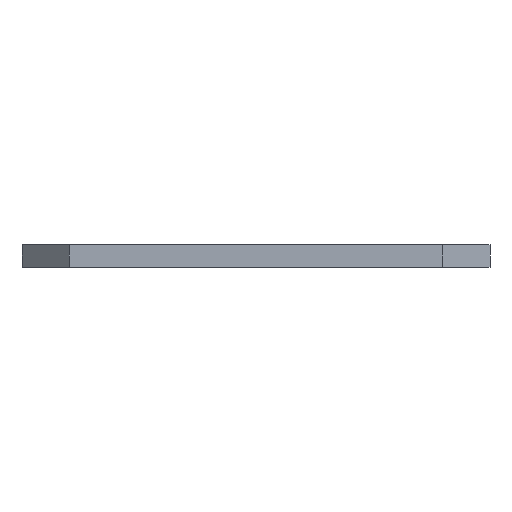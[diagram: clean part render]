
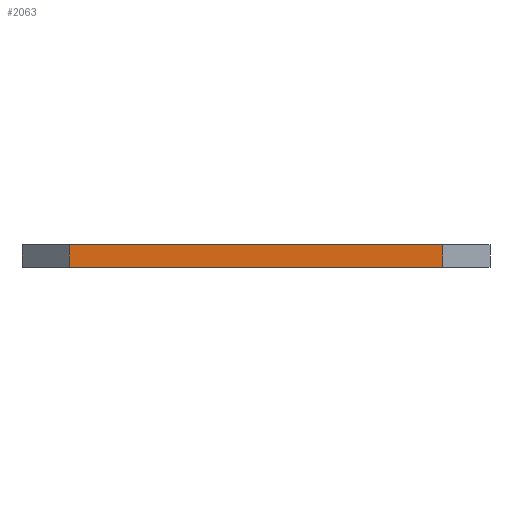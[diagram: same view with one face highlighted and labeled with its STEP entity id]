
A CAD part, front view. The second image highlights one B-rep face of the part: STEP entity #2063.
In plain terms, the highlighted planar face has unit normal (0, -1, 0).
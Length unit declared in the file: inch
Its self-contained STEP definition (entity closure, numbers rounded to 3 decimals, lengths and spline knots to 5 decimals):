
#158 = DIRECTION ( 'NONE',  ( -1., 0., 0. ) ) ;
#221 = DIRECTION ( 'NONE',  ( 0., 0., 1. ) ) ;
#260 = CARTESIAN_POINT ( 'NONE',  ( 0.99, -1., 0.05906 ) ) ;
#646 = LINE ( 'NONE', #2303, #3013 ) ;
#673 = ORIENTED_EDGE ( 'NONE', *, *, #3579, .T. ) ;
#745 = DIRECTION ( 'NONE',  ( 1., 0., 0. ) ) ;
#775 = VERTEX_POINT ( 'NONE', #2269 ) ;
#839 = VECTOR ( 'NONE', #1305, 39.37008 ) ;
#900 = CARTESIAN_POINT ( 'NONE',  ( -0.99, -1., -0.05906 ) ) ;
#974 = EDGE_CURVE ( 'NONE', #775, #1476, #2687, .T. ) ;
#1017 = EDGE_LOOP ( 'NONE', ( #3716, #3967, #2749, #673 ) ) ;
#1028 = CARTESIAN_POINT ( 'NONE',  ( -0.99, -1., 0.05906 ) ) ;
#1305 = DIRECTION ( 'NONE',  ( 1., 0., 0. ) ) ;
#1373 = EDGE_CURVE ( 'NONE', #4579, #2949, #1792, .T. ) ;
#1476 = VERTEX_POINT ( 'NONE', #3525 ) ;
#1490 = CARTESIAN_POINT ( 'NONE',  ( 0., -1., 0.05906 ) ) ;
#1792 = LINE ( 'NONE', #1490, #3881 ) ;
#1919 = FACE_OUTER_BOUND ( 'NONE', #1017, .T. ) ;
#1963 = DIRECTION ( 'NONE',  ( 0., 0., -1. ) ) ;
#2061 = LINE ( 'NONE', #900, #3929 ) ;
#2063 = ADVANCED_FACE ( 'NONE', ( #1919 ), #2920, .F. ) ;
#2269 = CARTESIAN_POINT ( 'NONE',  ( -0.99, -1., -0.05906 ) ) ;
#2303 = CARTESIAN_POINT ( 'NONE',  ( 0.99, -1., 0.05906 ) ) ;
#2407 = AXIS2_PLACEMENT_3D ( 'NONE', #3014, #4322, #158 ) ;
#2489 = EDGE_CURVE ( 'NONE', #1476, #2949, #646, .T. ) ;
#2687 = LINE ( 'NONE', #4092, #839 ) ;
#2749 = ORIENTED_EDGE ( 'NONE', *, *, #1373, .F. ) ;
#2920 = PLANE ( 'NONE',  #2407 ) ;
#2949 = VERTEX_POINT ( 'NONE', #260 ) ;
#3013 = VECTOR ( 'NONE', #221, 39.37008 ) ;
#3014 = CARTESIAN_POINT ( 'NONE',  ( 0., -1., 0.05906 ) ) ;
#3525 = CARTESIAN_POINT ( 'NONE',  ( 0.99, -1., -0.05906 ) ) ;
#3579 = EDGE_CURVE ( 'NONE', #4579, #775, #2061, .T. ) ;
#3716 = ORIENTED_EDGE ( 'NONE', *, *, #974, .T. ) ;
#3881 = VECTOR ( 'NONE', #745, 39.37008 ) ;
#3929 = VECTOR ( 'NONE', #1963, 39.37008 ) ;
#3967 = ORIENTED_EDGE ( 'NONE', *, *, #2489, .T. ) ;
#4092 = CARTESIAN_POINT ( 'NONE',  ( 0., -1., -0.05906 ) ) ;
#4322 = DIRECTION ( 'NONE',  ( 0., 1., 0. ) ) ;
#4579 = VERTEX_POINT ( 'NONE', #1028 ) ;
